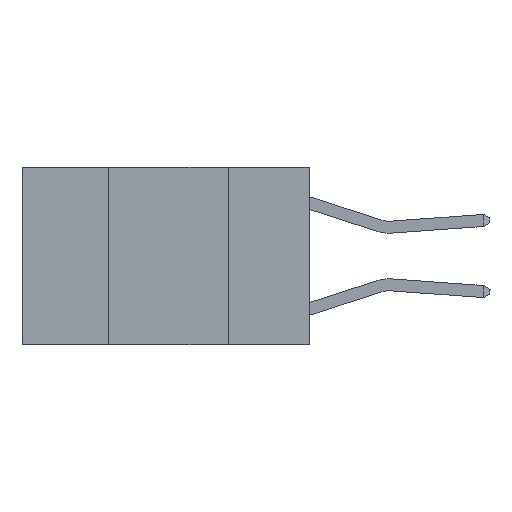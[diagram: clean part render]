
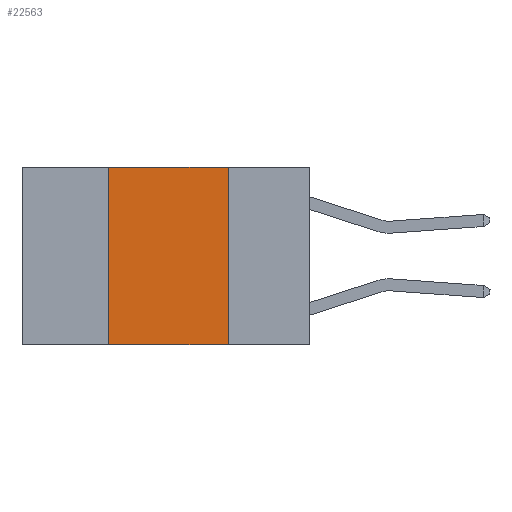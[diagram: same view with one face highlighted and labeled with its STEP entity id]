
A CAD part, left-side view. The second image highlights one B-rep face of the part: STEP entity #22563.
In plain terms, the highlighted planar face has unit normal (-1, 0, 0).
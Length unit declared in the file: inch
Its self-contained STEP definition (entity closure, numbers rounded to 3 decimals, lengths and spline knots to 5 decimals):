
#707 = VECTOR ( 'NONE', #12087, 39.37008 ) ;
#741 = ORIENTED_EDGE ( 'NONE', *, *, #2844, .F. ) ;
#892 = VECTOR ( 'NONE', #11469, 39.37008 ) ;
#1981 = VECTOR ( 'NONE', #10035, 39.37008 ) ;
#2715 = CARTESIAN_POINT ( 'NONE',  ( 0., 0.17, 0. ) ) ;
#2813 = FACE_OUTER_BOUND ( 'NONE', #8525, .T. ) ;
#2844 = EDGE_CURVE ( 'NONE', #16582, #21881, #21866, .T. ) ;
#3982 = VECTOR ( 'NONE', #22497, 39.37008 ) ;
#4593 = LINE ( 'NONE', #20647, #3982 ) ;
#5890 = LINE ( 'NONE', #20736, #892 ) ;
#6335 = ORIENTED_EDGE ( 'NONE', *, *, #12314, .T. ) ;
#6719 = CARTESIAN_POINT ( 'NONE',  ( 0., 0.17, -0.37 ) ) ;
#7999 = VERTEX_POINT ( 'NONE', #6719 ) ;
#8221 = CARTESIAN_POINT ( 'NONE',  ( 0., 0.42, -0.37 ) ) ;
#8525 = EDGE_LOOP ( 'NONE', ( #15163, #20050, #741, #6335 ) ) ;
#10035 = DIRECTION ( 'NONE',  ( 0., 0., 1. ) ) ;
#10305 = DIRECTION ( 'NONE',  ( 0., 0., -1. ) ) ;
#11469 = DIRECTION ( 'NONE',  ( 0., -1., 0. ) ) ;
#12087 = DIRECTION ( 'NONE',  ( 0., 0., -1. ) ) ;
#12224 = CARTESIAN_POINT ( 'NONE',  ( 0., 0.17, 0. ) ) ;
#12314 = EDGE_CURVE ( 'NONE', #16582, #7999, #4593, .T. ) ;
#15163 = ORIENTED_EDGE ( 'NONE', *, *, #16608, .F. ) ;
#15691 = EDGE_CURVE ( 'NONE', #21881, #17375, #5890, .T. ) ;
#16582 = VERTEX_POINT ( 'NONE', #8221 ) ;
#16608 = EDGE_CURVE ( 'NONE', #17375, #7999, #20022, .T. ) ;
#17375 = VERTEX_POINT ( 'NONE', #12224 ) ;
#17753 = CARTESIAN_POINT ( 'NONE',  ( 0., 0.6, 0. ) ) ;
#19599 = PLANE ( 'NONE',  #24028 ) ;
#20022 = LINE ( 'NONE', #2715, #707 ) ;
#20050 = ORIENTED_EDGE ( 'NONE', *, *, #15691, .F. ) ;
#20647 = CARTESIAN_POINT ( 'NONE',  ( 0., 0.6, -0.37 ) ) ;
#20736 = CARTESIAN_POINT ( 'NONE',  ( 0., 0.6, 0. ) ) ;
#21207 = CARTESIAN_POINT ( 'NONE',  ( 0., 0.42, 0. ) ) ;
#21473 = DIRECTION ( 'NONE',  ( 1., 0., 0. ) ) ;
#21866 = LINE ( 'NONE', #21207, #1981 ) ;
#21881 = VERTEX_POINT ( 'NONE', #22481 ) ;
#22481 = CARTESIAN_POINT ( 'NONE',  ( 0., 0.42, 0. ) ) ;
#22497 = DIRECTION ( 'NONE',  ( 0., -1., 0. ) ) ;
#22563 = ADVANCED_FACE ( 'NONE', ( #2813 ), #19599, .F. ) ;
#24028 = AXIS2_PLACEMENT_3D ( 'NONE', #17753, #21473, #10305 ) ;
